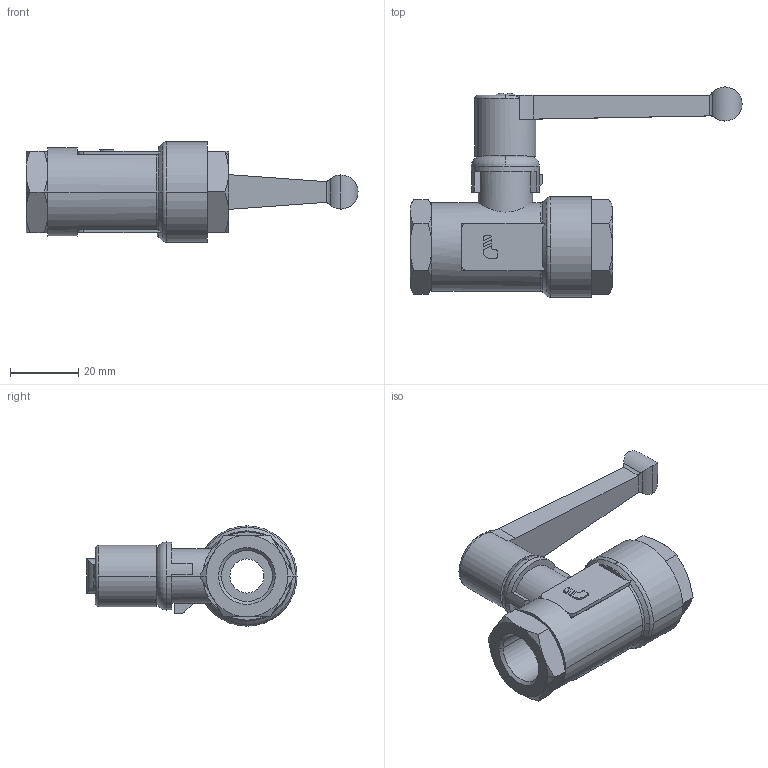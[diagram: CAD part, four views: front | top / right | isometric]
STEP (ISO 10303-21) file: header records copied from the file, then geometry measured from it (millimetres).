
FILE_DESCRIPTION(('STEP AP214'),'1');
FILE_NAME('0402_10_17.stp','2016-07-07T14:23:34',('TraceParts'),('TraceParts S.A.'),'Spatial InterOp 3D',' ',' ');
FILE_SCHEMA(('automotive_design'));
Length unit declared in the file: millimetre
Products named in the file (1): 1
Bounding box: 97.5 x 61.71 x 29.44 mm (x, y, z)
Volume: 37968.6 mm3; surface area: 13025.3 mm2
Topology: 1 solids, 1 shells, 171 faces, 449 edges, 287 vertices
Faces by surface type: plane 75, cylinder 40, cone 33, torus 15, revolution 8
Entity records: 5946 total; most frequent: CARTESIAN_POINT 1767, ORIENTED_EDGE 898, DIRECTION 873, EDGE_CURVE 449, AXIS2_PLACEMENT_3D 335, VERTEX_POINT 287, LINE 195, VECTOR 195
